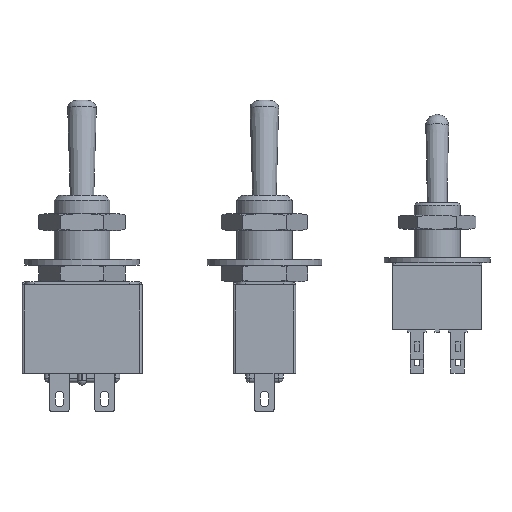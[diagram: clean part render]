
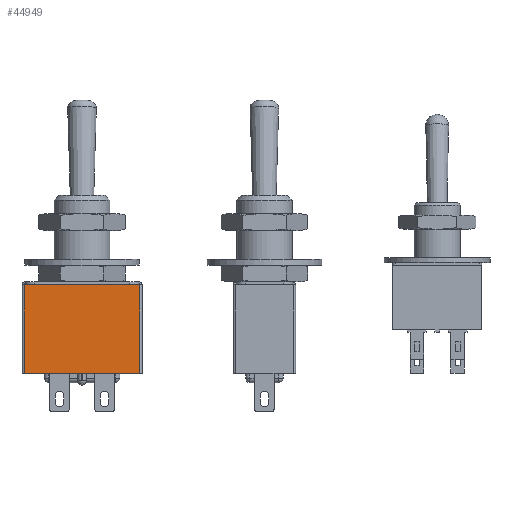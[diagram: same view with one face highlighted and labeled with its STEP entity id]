
A CAD part, left-side view. The second image highlights one B-rep face of the part: STEP entity #44949.
In plain terms, the highlighted face is planar.
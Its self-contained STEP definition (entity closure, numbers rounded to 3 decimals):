
#41252 = PLANE('',#41253);
#41253 = AXIS2_PLACEMENT_3D('',#41254,#41255,#41256);
#41254 = CARTESIAN_POINT('',(0.,0.,-9.55));
#41255 = DIRECTION('',(0.,0.,1.));
#41256 = DIRECTION('',(1.,0.,0.));
#42211 = VERTEX_POINT('',#42212);
#42212 = CARTESIAN_POINT('',(-6.45,6.,-9.55));
#42227 = CYLINDRICAL_SURFACE('',#42228,0.25);
#42228 = AXIS2_PLACEMENT_3D('',#42229,#42230,#42231);
#42229 = CARTESIAN_POINT('',(-6.2,6.,-0.3));
#42230 = DIRECTION('',(-0.,-0.,-1.));
#42231 = DIRECTION('',(0.,1.,0.));
#42239 = EDGE_CURVE('',#42240,#42211,#42242,.T.);
#42240 = VERTEX_POINT('',#42241);
#42241 = CARTESIAN_POINT('',(-6.45,-6.,-9.55));
#42242 = SURFACE_CURVE('',#42243,(#42247,#42254),.PCURVE_S1.);
#42243 = LINE('',#42244,#42245);
#42244 = CARTESIAN_POINT('',(-6.45,-6.25,-9.55));
#42245 = VECTOR('',#42246,1.);
#42246 = DIRECTION('',(0.,1.,0.));
#42247 = PCURVE('',#41252,#42248);
#42248 = DEFINITIONAL_REPRESENTATION('',(#42249),#42253);
#42249 = LINE('',#42250,#42251);
#42250 = CARTESIAN_POINT('',(-6.45,-6.25));
#42251 = VECTOR('',#42252,1.);
#42252 = DIRECTION('',(0.,1.));
#42253 = ( GEOMETRIC_REPRESENTATION_CONTEXT(2) 
PARAMETRIC_REPRESENTATION_CONTEXT() REPRESENTATION_CONTEXT('2D SPACE',''
  ) );
#42254 = PCURVE('',#42255,#42260);
#42255 = PLANE('',#42256);
#42256 = AXIS2_PLACEMENT_3D('',#42257,#42258,#42259);
#42257 = CARTESIAN_POINT('',(-6.45,-6.25,-0.3));
#42258 = DIRECTION('',(1.,0.,0.));
#42259 = DIRECTION('',(0.,1.,0.));
#42260 = DEFINITIONAL_REPRESENTATION('',(#42261),#42265);
#42261 = LINE('',#42262,#42263);
#42262 = CARTESIAN_POINT('',(0.,-9.25));
#42263 = VECTOR('',#42264,1.);
#42264 = DIRECTION('',(1.,0.));
#42265 = ( GEOMETRIC_REPRESENTATION_CONTEXT(2) 
PARAMETRIC_REPRESENTATION_CONTEXT() REPRESENTATION_CONTEXT('2D SPACE',''
  ) );
#42288 = CYLINDRICAL_SURFACE('',#42289,0.25);
#42289 = AXIS2_PLACEMENT_3D('',#42290,#42291,#42292);
#42290 = CARTESIAN_POINT('',(-6.2,-6.,-0.3));
#42291 = DIRECTION('',(-0.,-0.,-1.));
#42292 = DIRECTION('',(0.,-1.,0.));
#44796 = PLANE('',#44797);
#44797 = AXIS2_PLACEMENT_3D('',#44798,#44799,#44800);
#44798 = CARTESIAN_POINT('',(0.,0.,-0.3));
#44799 = DIRECTION('',(0.,0.,1.));
#44800 = DIRECTION('',(1.,0.,0.));
#44855 = VERTEX_POINT('',#44856);
#44856 = CARTESIAN_POINT('',(-6.45,6.,-0.3));
#44878 = EDGE_CURVE('',#44855,#42211,#44879,.T.);
#44879 = SURFACE_CURVE('',#44880,(#44884,#44891),.PCURVE_S1.);
#44880 = LINE('',#44881,#44882);
#44881 = CARTESIAN_POINT('',(-6.45,6.,-0.3));
#44882 = VECTOR('',#44883,1.);
#44883 = DIRECTION('',(-0.,-0.,-1.));
#44884 = PCURVE('',#42227,#44885);
#44885 = DEFINITIONAL_REPRESENTATION('',(#44886),#44890);
#44886 = LINE('',#44887,#44888);
#44887 = CARTESIAN_POINT('',(-1.571,0.));
#44888 = VECTOR('',#44889,1.);
#44889 = DIRECTION('',(-0.,1.));
#44890 = ( GEOMETRIC_REPRESENTATION_CONTEXT(2) 
PARAMETRIC_REPRESENTATION_CONTEXT() REPRESENTATION_CONTEXT('2D SPACE',''
  ) );
#44891 = PCURVE('',#42255,#44892);
#44892 = DEFINITIONAL_REPRESENTATION('',(#44893),#44897);
#44893 = LINE('',#44894,#44895);
#44894 = CARTESIAN_POINT('',(12.25,0.));
#44895 = VECTOR('',#44896,1.);
#44896 = DIRECTION('',(0.,-1.));
#44897 = ( GEOMETRIC_REPRESENTATION_CONTEXT(2) 
PARAMETRIC_REPRESENTATION_CONTEXT() REPRESENTATION_CONTEXT('2D SPACE',''
  ) );
#44949 = ADVANCED_FACE('',(#44950),#42255,.T.);
#44950 = FACE_BOUND('',#44951,.T.);
#44951 = EDGE_LOOP('',(#44952,#44975,#44996,#44997));
#44952 = ORIENTED_EDGE('',*,*,#44953,.F.);
#44953 = EDGE_CURVE('',#44954,#44855,#44956,.T.);
#44954 = VERTEX_POINT('',#44955);
#44955 = CARTESIAN_POINT('',(-6.45,-6.,-0.3));
#44956 = SURFACE_CURVE('',#44957,(#44961,#44968),.PCURVE_S1.);
#44957 = LINE('',#44958,#44959);
#44958 = CARTESIAN_POINT('',(-6.45,-6.25,-0.3));
#44959 = VECTOR('',#44960,1.);
#44960 = DIRECTION('',(0.,1.,0.));
#44961 = PCURVE('',#42255,#44962);
#44962 = DEFINITIONAL_REPRESENTATION('',(#44963),#44967);
#44963 = LINE('',#44964,#44965);
#44964 = CARTESIAN_POINT('',(0.,0.));
#44965 = VECTOR('',#44966,1.);
#44966 = DIRECTION('',(1.,0.));
#44967 = ( GEOMETRIC_REPRESENTATION_CONTEXT(2) 
PARAMETRIC_REPRESENTATION_CONTEXT() REPRESENTATION_CONTEXT('2D SPACE',''
  ) );
#44968 = PCURVE('',#44796,#44969);
#44969 = DEFINITIONAL_REPRESENTATION('',(#44970),#44974);
#44970 = LINE('',#44971,#44972);
#44971 = CARTESIAN_POINT('',(-6.45,-6.25));
#44972 = VECTOR('',#44973,1.);
#44973 = DIRECTION('',(0.,1.));
#44974 = ( GEOMETRIC_REPRESENTATION_CONTEXT(2) 
PARAMETRIC_REPRESENTATION_CONTEXT() REPRESENTATION_CONTEXT('2D SPACE',''
  ) );
#44975 = ORIENTED_EDGE('',*,*,#44976,.T.);
#44976 = EDGE_CURVE('',#44954,#42240,#44977,.T.);
#44977 = SURFACE_CURVE('',#44978,(#44982,#44989),.PCURVE_S1.);
#44978 = LINE('',#44979,#44980);
#44979 = CARTESIAN_POINT('',(-6.45,-6.,-0.3));
#44980 = VECTOR('',#44981,1.);
#44981 = DIRECTION('',(-0.,-0.,-1.));
#44982 = PCURVE('',#42255,#44983);
#44983 = DEFINITIONAL_REPRESENTATION('',(#44984),#44988);
#44984 = LINE('',#44985,#44986);
#44985 = CARTESIAN_POINT('',(0.25,0.));
#44986 = VECTOR('',#44987,1.);
#44987 = DIRECTION('',(0.,-1.));
#44988 = ( GEOMETRIC_REPRESENTATION_CONTEXT(2) 
PARAMETRIC_REPRESENTATION_CONTEXT() REPRESENTATION_CONTEXT('2D SPACE',''
  ) );
#44989 = PCURVE('',#42288,#44990);
#44990 = DEFINITIONAL_REPRESENTATION('',(#44991),#44995);
#44991 = LINE('',#44992,#44993);
#44992 = CARTESIAN_POINT('',(1.571,0.));
#44993 = VECTOR('',#44994,1.);
#44994 = DIRECTION('',(0.,1.));
#44995 = ( GEOMETRIC_REPRESENTATION_CONTEXT(2) 
PARAMETRIC_REPRESENTATION_CONTEXT() REPRESENTATION_CONTEXT('2D SPACE',''
  ) );
#44996 = ORIENTED_EDGE('',*,*,#42239,.T.);
#44997 = ORIENTED_EDGE('',*,*,#44878,.F.);
